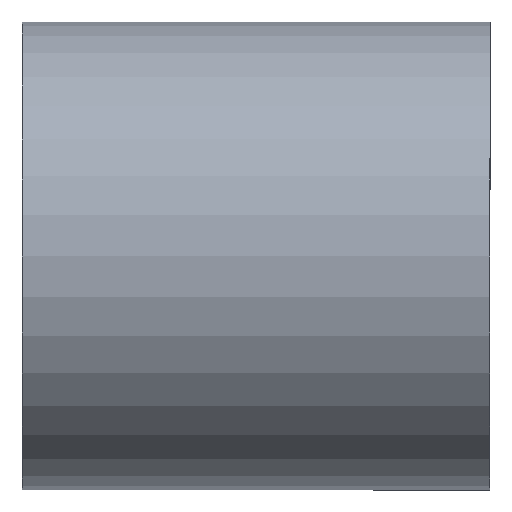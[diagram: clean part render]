
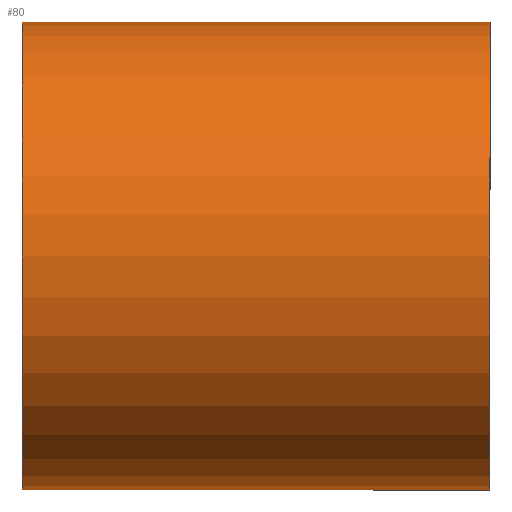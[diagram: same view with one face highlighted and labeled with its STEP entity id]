
A CAD part, front view. The second image highlights one B-rep face of the part: STEP entity #80.
In plain terms, the highlighted cylindrical face has radius 10 mm (diameter 20 mm), a full revolution.
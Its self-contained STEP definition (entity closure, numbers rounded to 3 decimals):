
#80=ADVANCED_FACE('',(#116,#118),#120,.T.);
#116=FACE_OUTER_BOUND('',#117,.T.);
#117=EDGE_LOOP('',(#131));
#118=FACE_OUTER_BOUND('',#119,.T.);
#119=EDGE_LOOP('',(#132));
#120=CYLINDRICAL_SURFACE('',#121,10.);
#121=AXIS2_PLACEMENT_3D('',#122,#123,#124);
#122=CARTESIAN_POINT('',(-10.,0.,0.));
#123=DIRECTION('',(1.,0.,0.));
#124=DIRECTION('',(0.,1.,0.));
#131=ORIENTED_EDGE('',*,*,#135,.F.);
#132=ORIENTED_EDGE('',*,*,#133,.T.);
#133=EDGE_CURVE('',#137,#137,#138,.T.);
#135=EDGE_CURVE('',#141,#141,#142,.T.);
#137=VERTEX_POINT('',#145);
#138=CIRCLE('',#146,10.);
#141=VERTEX_POINT('',#155);
#142=CIRCLE('',#156,10.);
#145=CARTESIAN_POINT('',(-10.,10.,0.));
#146=AXIS2_PLACEMENT_3D('',#147,#148,#149);
#147=CARTESIAN_POINT('',(-10.,0.,0.));
#148=DIRECTION('',(1.,0.,0.));
#149=DIRECTION('',(0.,1.,0.));
#155=CARTESIAN_POINT('',(10.,10.,0.));
#156=AXIS2_PLACEMENT_3D('',#157,#158,#159);
#157=CARTESIAN_POINT('',(10.,0.,0.));
#158=DIRECTION('',(1.,0.,0.));
#159=DIRECTION('',(0.,1.,0.));
